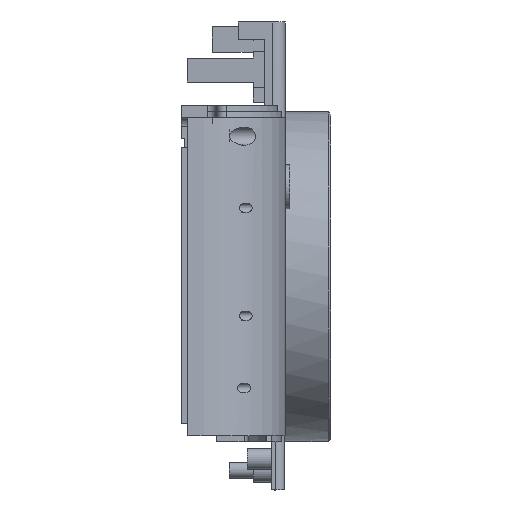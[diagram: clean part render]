
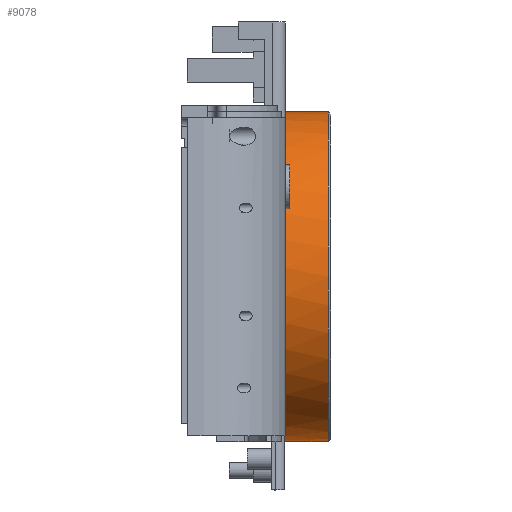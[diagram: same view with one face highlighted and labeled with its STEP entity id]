
A CAD part, left-side view. The second image highlights one B-rep face of the part: STEP entity #9078.
In plain terms, the highlighted cylindrical face has radius 27.5 mm (diameter 55 mm), a full revolution.
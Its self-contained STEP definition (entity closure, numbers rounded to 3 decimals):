
#220=ELLIPSE('',#9687,38.891,27.5);
#221=ELLIPSE('',#9690,38.891,27.5);
#524=FACE_OUTER_BOUND('',#1052,.T.);
#1052=EDGE_LOOP('',(#6312,#6313,#6314,#6315,#6316,#6317,#6318,#6319,#6320,
#6321,#6322,#6323,#6324,#6325));
#1772=LINE('',#14004,#2540);
#1785=LINE('',#14041,#2553);
#1786=LINE('',#14047,#2554);
#1787=LINE('',#14050,#2555);
#1788=LINE('',#14054,#2556);
#2540=VECTOR('',#10989,10.);
#2553=VECTOR('',#11016,27.5);
#2554=VECTOR('',#11021,10.);
#2555=VECTOR('',#11024,10.);
#2556=VECTOR('',#11027,10.);
#3291=CIRCLE('',#9680,27.5);
#3295=CIRCLE('',#9685,27.5);
#3296=CIRCLE('',#9686,27.5);
#3297=CIRCLE('',#9688,27.5);
#3298=CIRCLE('',#9689,27.5);
#3299=CIRCLE('',#9691,27.5);
#3919=VERTEX_POINT('',#13998);
#3921=VERTEX_POINT('',#14002);
#3922=VERTEX_POINT('',#14006);
#3937=VERTEX_POINT('',#14038);
#3938=VERTEX_POINT('',#14040);
#3939=VERTEX_POINT('',#14042);
#3940=VERTEX_POINT('',#14044);
#3941=VERTEX_POINT('',#14046);
#3942=VERTEX_POINT('',#14048);
#3943=VERTEX_POINT('',#14051);
#3944=VERTEX_POINT('',#14053);
#3945=VERTEX_POINT('',#14055);
#4863=EDGE_CURVE('',#3921,#3919,#1772,.T.);
#4864=EDGE_CURVE('',#3919,#3922,#3291,.T.);
#4880=EDGE_CURVE('',#3937,#3937,#3295,.T.);
#4881=EDGE_CURVE('',#3937,#3938,#1785,.T.);
#4882=EDGE_CURVE('',#3938,#3939,#3296,.T.);
#4883=EDGE_CURVE('',#3940,#3939,#220,.F.);
#4884=EDGE_CURVE('',#3940,#3941,#1786,.T.);
#4885=EDGE_CURVE('',#3942,#3941,#3297,.T.);
#4886=EDGE_CURVE('',#3922,#3942,#1787,.T.);
#4887=EDGE_CURVE('',#3943,#3921,#3298,.T.);
#4888=EDGE_CURVE('',#3943,#3944,#1788,.T.);
#4889=EDGE_CURVE('',#3945,#3944,#221,.F.);
#4890=EDGE_CURVE('',#3945,#3938,#3299,.T.);
#6312=ORIENTED_EDGE('',*,*,#4880,.F.);
#6313=ORIENTED_EDGE('',*,*,#4881,.T.);
#6314=ORIENTED_EDGE('',*,*,#4882,.T.);
#6315=ORIENTED_EDGE('',*,*,#4883,.F.);
#6316=ORIENTED_EDGE('',*,*,#4884,.T.);
#6317=ORIENTED_EDGE('',*,*,#4885,.F.);
#6318=ORIENTED_EDGE('',*,*,#4886,.F.);
#6319=ORIENTED_EDGE('',*,*,#4864,.F.);
#6320=ORIENTED_EDGE('',*,*,#4863,.F.);
#6321=ORIENTED_EDGE('',*,*,#4887,.F.);
#6322=ORIENTED_EDGE('',*,*,#4888,.T.);
#6323=ORIENTED_EDGE('',*,*,#4889,.F.);
#6324=ORIENTED_EDGE('',*,*,#4890,.T.);
#6325=ORIENTED_EDGE('',*,*,#4881,.F.);
#8806=CYLINDRICAL_SURFACE('',#9684,27.5);
#9078=ADVANCED_FACE('',(#524),#8806,.T.);
#9680=AXIS2_PLACEMENT_3D('',#14007,#10992,#10993);
#9684=AXIS2_PLACEMENT_3D('',#14037,#11012,#11013);
#9685=AXIS2_PLACEMENT_3D('',#14039,#11014,#11015);
#9686=AXIS2_PLACEMENT_3D('',#14043,#11017,#11018);
#9687=AXIS2_PLACEMENT_3D('',#14045,#11019,#11020);
#9688=AXIS2_PLACEMENT_3D('',#14049,#11022,#11023);
#9689=AXIS2_PLACEMENT_3D('',#14052,#11025,#11026);
#9690=AXIS2_PLACEMENT_3D('',#14056,#11028,#11029);
#9691=AXIS2_PLACEMENT_3D('',#14057,#11030,#11031);
#10989=DIRECTION('',(0.,1.,0.));
#10992=DIRECTION('center_axis',(0.,1.,0.));
#10993=DIRECTION('ref_axis',(-1.,0.,0.));
#11012=DIRECTION('center_axis',(0.,-1.,0.));
#11013=DIRECTION('ref_axis',(-1.,0.,0.));
#11014=DIRECTION('center_axis',(0.,-1.,0.));
#11015=DIRECTION('ref_axis',(-1.,0.,0.));
#11016=DIRECTION('',(0.,1.,0.));
#11017=DIRECTION('center_axis',(0.,-1.,0.));
#11018=DIRECTION('ref_axis',(-1.,0.,0.));
#11019=DIRECTION('center_axis',(0.006,-0.707,
0.707));
#11020=DIRECTION('ref_axis',(-0.006,-0.707,-0.707));
#11021=DIRECTION('',(0.,1.,0.));
#11022=DIRECTION('center_axis',(0.,1.,0.));
#11023=DIRECTION('ref_axis',(-1.,0.,0.));
#11024=DIRECTION('',(0.,-1.,0.));
#11025=DIRECTION('center_axis',(0.,1.,0.));
#11026=DIRECTION('ref_axis',(-1.,0.,0.));
#11027=DIRECTION('',(0.,-1.,0.));
#11028=DIRECTION('center_axis',(0.006,-0.707,
-0.707));
#11029=DIRECTION('ref_axis',(-0.006,-0.707,0.707));
#11030=DIRECTION('center_axis',(0.,-1.,0.));
#11031=DIRECTION('ref_axis',(-1.,0.,0.));
#13998=CARTESIAN_POINT('',(91.252,0.8,-0.028));
#14002=CARTESIAN_POINT('',(91.252,0.7,-0.028));
#14004=CARTESIAN_POINT('',(91.252,2.,-0.028));
#14006=CARTESIAN_POINT('',(76.895,0.8,-0.025));
#14007=CARTESIAN_POINT('Origin',(84.08,0.8,26.52));
#14037=CARTESIAN_POINT('Origin',(84.08,2.,26.52));
#14038=CARTESIAN_POINT('',(111.58,-6.52,26.52));
#14039=CARTESIAN_POINT('Origin',(84.08,-6.52,26.52));
#14040=CARTESIAN_POINT('',(111.58,-6.,26.52));
#14041=CARTESIAN_POINT('',(111.58,2.,26.52));
#14042=CARTESIAN_POINT('',(111.134,-6.,31.45));
#14043=CARTESIAN_POINT('Origin',(84.08,-6.,26.52));
#14044=CARTESIAN_POINT('',(111.058,-5.6,31.851));
#14045=CARTESIAN_POINT('Origin',(84.08,-11.145,26.52));
#14046=CARTESIAN_POINT('',(111.058,0.7,31.851));
#14047=CARTESIAN_POINT('',(111.058,2.,31.851));
#14048=CARTESIAN_POINT('',(76.895,0.7,-0.025));
#14049=CARTESIAN_POINT('Origin',(84.08,0.7,26.52));
#14050=CARTESIAN_POINT('',(76.895,2.,-0.025));
#14051=CARTESIAN_POINT('',(111.062,0.7,21.206));
#14052=CARTESIAN_POINT('Origin',(84.08,0.7,26.52));
#14053=CARTESIAN_POINT('',(111.062,-5.6,21.206));
#14054=CARTESIAN_POINT('',(111.062,2.,21.206));
#14055=CARTESIAN_POINT('',(111.138,-6.,21.607));
#14056=CARTESIAN_POINT('Origin',(84.08,-11.128,26.52));
#14057=CARTESIAN_POINT('Origin',(84.08,-6.,26.52));
